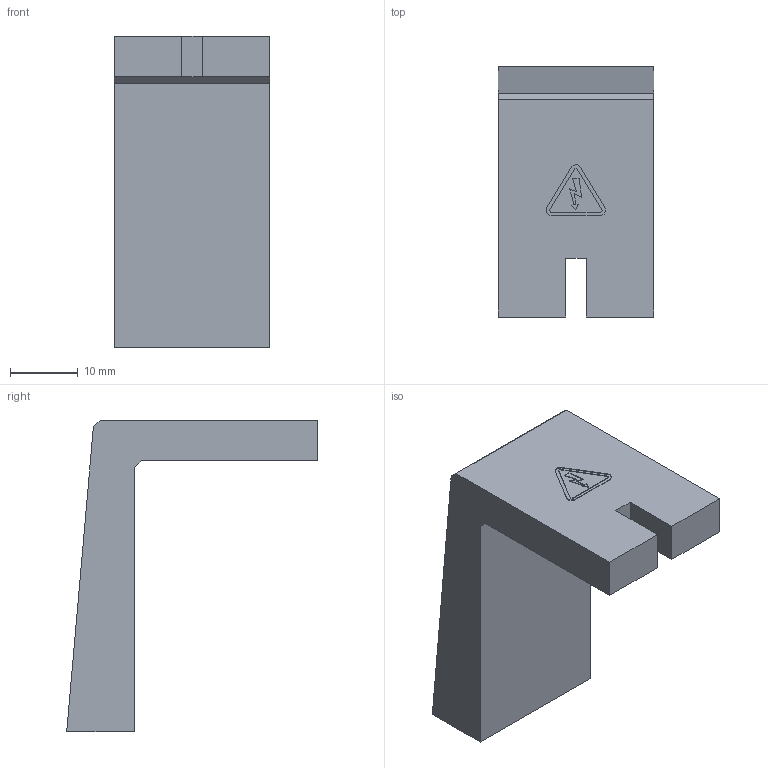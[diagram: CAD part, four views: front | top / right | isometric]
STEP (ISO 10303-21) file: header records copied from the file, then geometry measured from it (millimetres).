
FILE_DESCRIPTION((''),'2;1');
FILE_NAME('3d_GAX82.stp','2012-10-03T11:02:15',(''),(''),'Mechanical Desktop 2011','Mechanical Desktop 2011',', , ');
FILE_SCHEMA(('CONFIG_CONTROL_DESIGN'));
Length unit declared in the file: millimetre
Products named in the file (1): Product
Bounding box: 23 x 37 x 46 mm (x, y, z)
Volume: 12020.7 mm3; surface area: 4822.5 mm2
Topology: 1 solids, 1 shells, 59 faces, 162 edges, 108 vertices
Faces by surface type: plane 59
Entity records: 1931 total; most frequent: CARTESIAN_POINT 330, ORIENTED_EDGE 324, DIRECTION 282, VECTOR 162, LINE 162, EDGE_CURVE 162, VERTEX_POINT 108, EDGE_LOOP 62
